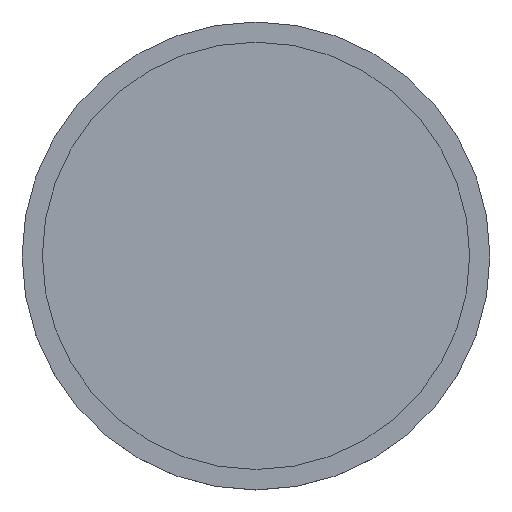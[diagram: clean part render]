
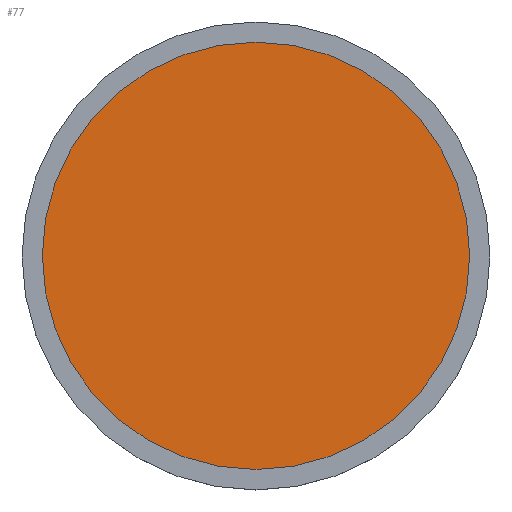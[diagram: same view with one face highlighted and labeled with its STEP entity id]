
A CAD part, top view. The second image highlights one B-rep face of the part: STEP entity #77.
In plain terms, the highlighted planar face has unit normal (0, 0, 1).
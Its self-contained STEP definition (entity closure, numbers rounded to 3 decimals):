
#16=PLANE('',#100);
#23=FACE_OUTER_BOUND('',#29,.T.);
#29=EDGE_LOOP('',(#66));
#40=CIRCLE('',#96,4.566);
#45=VERTEX_POINT('',#135);
#50=EDGE_CURVE('',#45,#45,#40,.T.);
#66=ORIENTED_EDGE('',*,*,#50,.T.);
#77=ADVANCED_FACE('',(#23),#16,.T.);
#96=AXIS2_PLACEMENT_3D('',#136,#110,#111);
#100=AXIS2_PLACEMENT_3D('',#144,#120,#121);
#110=DIRECTION('center_axis',(0.,0.,1.));
#111=DIRECTION('ref_axis',(1.,0.,0.));
#120=DIRECTION('center_axis',(0.,0.,1.));
#121=DIRECTION('ref_axis',(1.,0.,0.));
#135=CARTESIAN_POINT('',(-4.566,0.,2.15));
#136=CARTESIAN_POINT('Origin',(0.,0.,2.15));
#144=CARTESIAN_POINT('Origin',(0.,0.,2.15));
